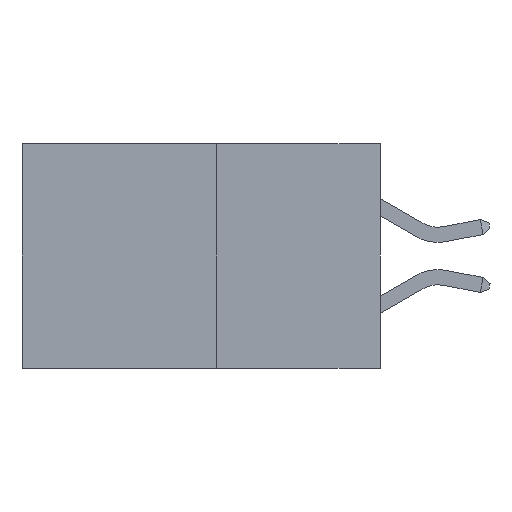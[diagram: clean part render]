
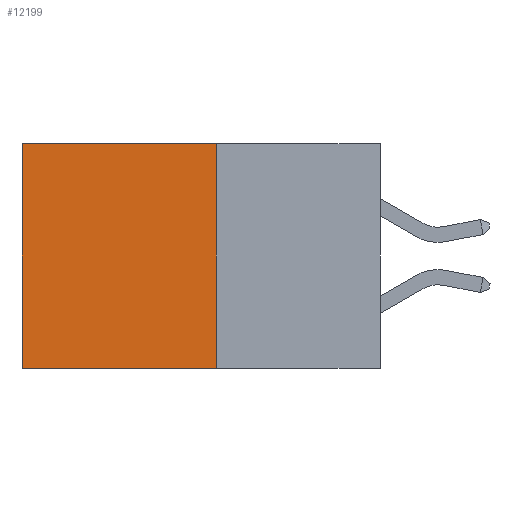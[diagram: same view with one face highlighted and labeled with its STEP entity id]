
A CAD part, left-side view. The second image highlights one B-rep face of the part: STEP entity #12199.
In plain terms, the highlighted planar face has unit normal (-1, 0, 0).
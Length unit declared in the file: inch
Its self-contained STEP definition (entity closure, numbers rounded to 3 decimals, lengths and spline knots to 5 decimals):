
#523 = CARTESIAN_POINT ( 'NONE',  ( 0.277, 0.59, 0. ) ) ;
#789 = DIRECTION ( 'NONE',  ( 0., 1., 0. ) ) ;
#1177 = LINE ( 'NONE', #4796, #5567 ) ;
#2106 = CARTESIAN_POINT ( 'NONE',  ( 0.277, 0.27, -0.37 ) ) ;
#2141 = CARTESIAN_POINT ( 'NONE',  ( 0.277, 0.27, -0.37 ) ) ;
#2734 = CARTESIAN_POINT ( 'NONE',  ( 0.277, 0.27, -0.37 ) ) ;
#2754 = EDGE_CURVE ( 'NONE', #11722, #6125, #1177, .T. ) ;
#2777 = PLANE ( 'NONE',  #4298 ) ;
#2987 = VECTOR ( 'NONE', #789, 39.37008 ) ;
#3217 = VECTOR ( 'NONE', #4020, 39.37008 ) ;
#3436 = LINE ( 'NONE', #4567, #8438 ) ;
#3725 = DIRECTION ( 'NONE',  ( 0., 0., -1. ) ) ;
#4020 = DIRECTION ( 'NONE',  ( 0., 0., -1. ) ) ;
#4298 = AXIS2_PLACEMENT_3D ( 'NONE', #2734, #9348, #3725 ) ;
#4547 = ORIENTED_EDGE ( 'NONE', *, *, #5759, .T. ) ;
#4551 = DIRECTION ( 'NONE',  ( 0., 0., -1. ) ) ;
#4567 = CARTESIAN_POINT ( 'NONE',  ( 0.277, 0.59, -0.37 ) ) ;
#4796 = CARTESIAN_POINT ( 'NONE',  ( 0.277, 0.27, 0. ) ) ;
#5567 = VECTOR ( 'NONE', #10679, 39.37008 ) ;
#5759 = EDGE_CURVE ( 'NONE', #6125, #9823, #3436, .T. ) ;
#5760 = LINE ( 'NONE', #12084, #2987 ) ;
#6125 = VERTEX_POINT ( 'NONE', #523 ) ;
#7016 = CARTESIAN_POINT ( 'NONE',  ( 0.277, 0.59, -0.37 ) ) ;
#8024 = ORIENTED_EDGE ( 'NONE', *, *, #11726, .F. ) ;
#8205 = FACE_OUTER_BOUND ( 'NONE', #10403, .T. ) ;
#8438 = VECTOR ( 'NONE', #4551, 39.37008 ) ;
#8708 = CARTESIAN_POINT ( 'NONE',  ( 0.277, 0.27, 0. ) ) ;
#9019 = ORIENTED_EDGE ( 'NONE', *, *, #9513, .F. ) ;
#9348 = DIRECTION ( 'NONE',  ( 1., 0., 0. ) ) ;
#9513 = EDGE_CURVE ( 'NONE', #11672, #9823, #5760, .T. ) ;
#9640 = ORIENTED_EDGE ( 'NONE', *, *, #2754, .T. ) ;
#9823 = VERTEX_POINT ( 'NONE', #7016 ) ;
#10403 = EDGE_LOOP ( 'NONE', ( #4547, #9019, #8024, #9640 ) ) ;
#10679 = DIRECTION ( 'NONE',  ( 0., 1., 0. ) ) ;
#10708 = LINE ( 'NONE', #2141, #3217 ) ;
#11672 = VERTEX_POINT ( 'NONE', #2106 ) ;
#11722 = VERTEX_POINT ( 'NONE', #8708 ) ;
#11726 = EDGE_CURVE ( 'NONE', #11722, #11672, #10708, .T. ) ;
#12084 = CARTESIAN_POINT ( 'NONE',  ( 0.277, 0.27, -0.37 ) ) ;
#12199 = ADVANCED_FACE ( 'NONE', ( #8205 ), #2777, .F. ) ;
